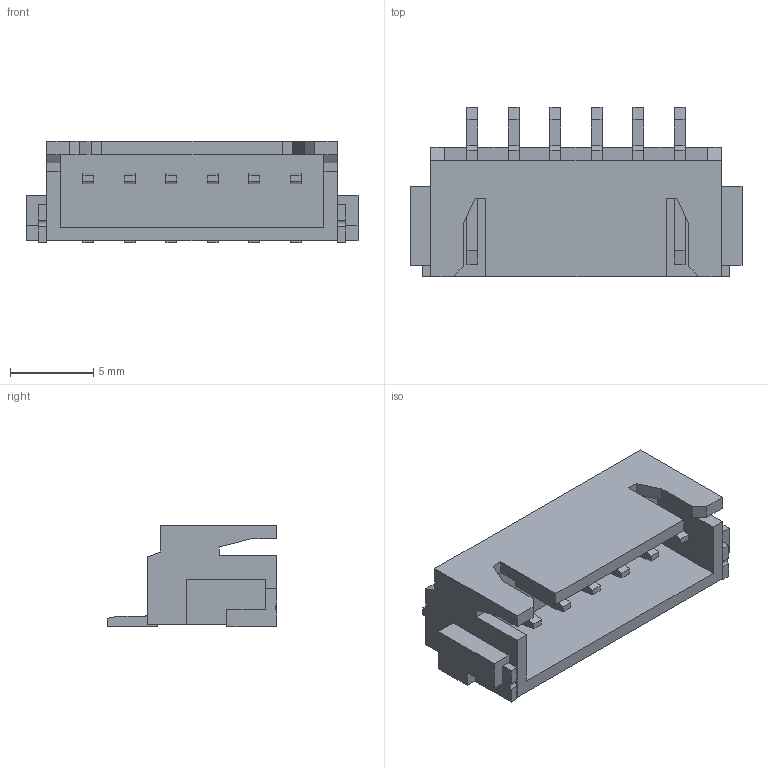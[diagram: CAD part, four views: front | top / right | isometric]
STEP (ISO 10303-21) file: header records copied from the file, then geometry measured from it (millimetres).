
FILE_DESCRIPTION(/* description */ (''),/* implementation_level */ '2;1');
FILE_NAME(/* name */ 'JST-XH6-SMD v21.step',/* time_stamp */ '2024-05-23T23:14:05-07:00',/* author */ (''),/* organization */ (''),/* preprocessor_version */ 'ST-DEVELOPER v20',/* originating_system */ 'Autodesk Translation Framework v12.20.1.177',/* authorisation */ '');
FILE_SCHEMA (('AUTOMOTIVE_DESIGN { 1 0 10303 214 3 1 1 }'));
Length unit declared in the file: millimetre
Products named in the file (1): JST-XH6-SMD
Bounding box: 20 x 10.2 x 6.1 mm (x, y, z)
Volume: 428 mm3; surface area: 1121.8 mm2
Topology: 9 solids, 9 shells, 212 faces, 582 edges, 388 vertices
Faces by surface type: plane 198, cylinder 14
Entity records: 6677 total; most frequent: CARTESIAN_POINT 1183, ORIENTED_EDGE 1164, DIRECTION 1036, EDGE_CURVE 582, LINE 554, VECTOR 554, VERTEX_POINT 388, AXIS2_PLACEMENT_3D 241
